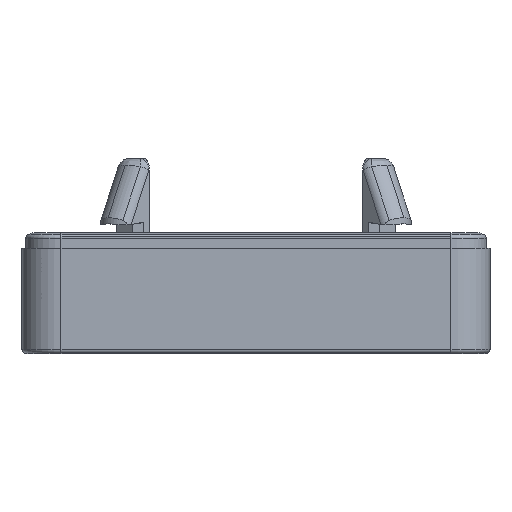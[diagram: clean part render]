
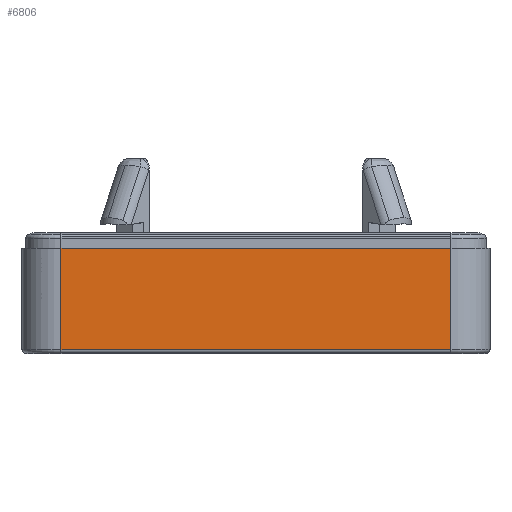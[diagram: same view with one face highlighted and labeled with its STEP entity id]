
A CAD part, left-side view. The second image highlights one B-rep face of the part: STEP entity #6806.
In plain terms, the highlighted planar face has unit normal (-1, 0, 0).
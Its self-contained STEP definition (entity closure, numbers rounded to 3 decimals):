
#2 = CARTESIAN_POINT ( 'NONE',  ( -74., 25., -13. ) ) ;
#39 = VECTOR ( 'NONE', #12949, 1000. ) ;
#899 = FACE_OUTER_BOUND ( 'NONE', #6046, .T. ) ;
#1121 = DIRECTION ( 'NONE',  ( 0., 1., 0. ) ) ;
#1704 = VERTEX_POINT ( 'NONE', #12465 ) ;
#2144 = DIRECTION ( 'NONE',  ( 0., -1., 0. ) ) ;
#2631 = DIRECTION ( 'NONE',  ( 0., 0., -1. ) ) ;
#2866 = VERTEX_POINT ( 'NONE', #3029 ) ;
#3029 = CARTESIAN_POINT ( 'NONE',  ( -74., -25., -13. ) ) ;
#3062 = EDGE_CURVE ( 'NONE', #11941, #4226, #5041, .T. ) ;
#3474 = ORIENTED_EDGE ( 'NONE', *, *, #9314, .F. ) ;
#3602 = EDGE_CURVE ( 'NONE', #11941, #1704, #6811, .T. ) ;
#4139 = ORIENTED_EDGE ( 'NONE', *, *, #10618, .F. ) ;
#4226 = VERTEX_POINT ( 'NONE', #2 ) ;
#4594 = CARTESIAN_POINT ( 'NONE',  ( -74., 25., 0. ) ) ;
#5041 = LINE ( 'NONE', #8353, #14704 ) ;
#5536 = CARTESIAN_POINT ( 'NONE',  ( -74., 25., 0. ) ) ;
#6046 = EDGE_LOOP ( 'NONE', ( #4139, #3474, #14127, #14282 ) ) ;
#6806 = ADVANCED_FACE ( 'NONE', ( #899 ), #7903, .T. ) ;
#6811 = LINE ( 'NONE', #5536, #11100 ) ;
#6978 = LINE ( 'NONE', #13652, #10684 ) ;
#7903 = PLANE ( 'NONE',  #10888 ) ;
#8353 = CARTESIAN_POINT ( 'NONE',  ( -74., 25., 0. ) ) ;
#9314 = EDGE_CURVE ( 'NONE', #1704, #2866, #10841, .T. ) ;
#10066 = DIRECTION ( 'NONE',  ( -1., 0., 0. ) ) ;
#10618 = EDGE_CURVE ( 'NONE', #2866, #4226, #6978, .T. ) ;
#10684 = VECTOR ( 'NONE', #1121, 1000. ) ;
#10841 = LINE ( 'NONE', #14022, #39 ) ;
#10888 = AXIS2_PLACEMENT_3D ( 'NONE', #4594, #10066, #13736 ) ;
#11100 = VECTOR ( 'NONE', #2144, 1000. ) ;
#11941 = VERTEX_POINT ( 'NONE', #13441 ) ;
#12465 = CARTESIAN_POINT ( 'NONE',  ( -74., -25., 0. ) ) ;
#12949 = DIRECTION ( 'NONE',  ( 0., 0., -1. ) ) ;
#13441 = CARTESIAN_POINT ( 'NONE',  ( -74., 25., 0. ) ) ;
#13652 = CARTESIAN_POINT ( 'NONE',  ( -74., -25., -13. ) ) ;
#13736 = DIRECTION ( 'NONE',  ( 0., 0., 1. ) ) ;
#14022 = CARTESIAN_POINT ( 'NONE',  ( -74., -25., 0. ) ) ;
#14127 = ORIENTED_EDGE ( 'NONE', *, *, #3602, .F. ) ;
#14282 = ORIENTED_EDGE ( 'NONE', *, *, #3062, .T. ) ;
#14704 = VECTOR ( 'NONE', #2631, 1000. ) ;
